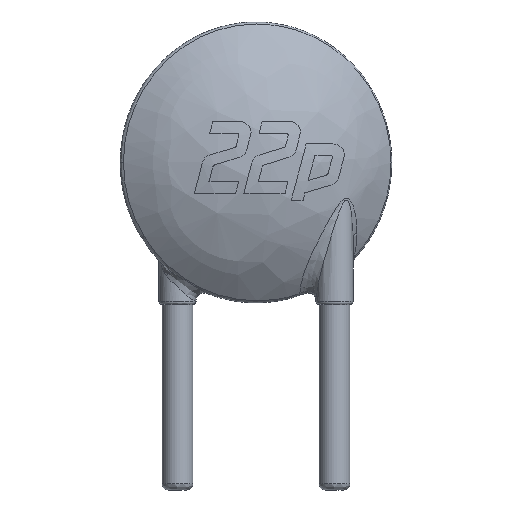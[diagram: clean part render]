
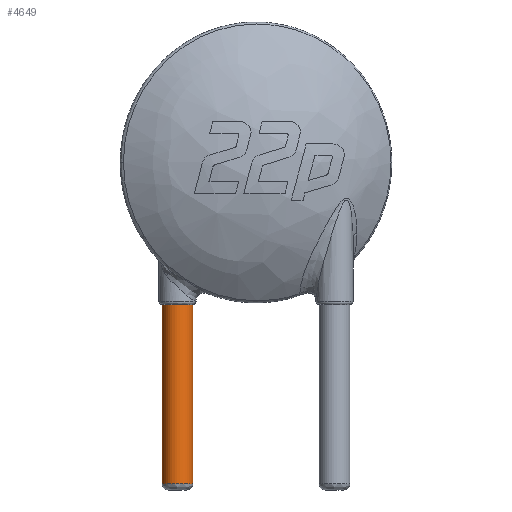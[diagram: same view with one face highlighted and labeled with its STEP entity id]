
A CAD part, front view. The second image highlights one B-rep face of the part: STEP entity #4649.
In plain terms, the highlighted cylindrical face has radius 0.25 mm (diameter 0.5 mm), a partial arc.
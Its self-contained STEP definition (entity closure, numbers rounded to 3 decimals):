
#249 = CARTESIAN_POINT ( 'NONE',  ( -1.52, 0., -2.9 ) ) ;
#798 = CIRCLE ( 'NONE', #5125, 0.25 ) ;
#848 = CARTESIAN_POINT ( 'NONE',  ( -1.27, 0., -3. ) ) ;
#1057 = DIRECTION ( 'NONE',  ( 0., 0., -1. ) ) ;
#1139 = CARTESIAN_POINT ( 'NONE',  ( -1.52, 0., 0. ) ) ;
#1285 = VECTOR ( 'NONE', #5144, 1000. ) ;
#1319 = EDGE_CURVE ( 'NONE', #4872, #5270, #4778, .T. ) ;
#1466 = CARTESIAN_POINT ( 'NONE',  ( -1.52, 0., -3. ) ) ;
#1478 = DIRECTION ( 'NONE',  ( 1., 0., 0. ) ) ;
#1597 = AXIS2_PLACEMENT_3D ( 'NONE', #6320, #1057, #1478 ) ;
#1875 = CARTESIAN_POINT ( 'NONE',  ( -1.02, 0., -3. ) ) ;
#2046 = VERTEX_POINT ( 'NONE', #3915 ) ;
#2470 = VERTEX_POINT ( 'NONE', #249 ) ;
#2895 = ORIENTED_EDGE ( 'NONE', *, *, #1319, .T. ) ;
#2967 = DIRECTION ( 'NONE',  ( 1., 0., 0. ) ) ;
#2976 = FACE_OUTER_BOUND ( 'NONE', #5846, .T. ) ;
#3374 = EDGE_CURVE ( 'NONE', #2470, #2046, #798, .T. ) ;
#3665 = CYLINDRICAL_SURFACE ( 'NONE', #5518, 0.25 ) ;
#3915 = CARTESIAN_POINT ( 'NONE',  ( -1.02, 0., -2.9 ) ) ;
#3936 = EDGE_CURVE ( 'NONE', #2046, #4872, #4408, .T. ) ;
#4024 = DIRECTION ( 'NONE',  ( 1., 0., 0. ) ) ;
#4234 = VECTOR ( 'NONE', #6041, 1000. ) ;
#4311 = LINE ( 'NONE', #1466, #1285 ) ;
#4408 = LINE ( 'NONE', #1875, #4234 ) ;
#4518 = DIRECTION ( 'NONE',  ( 0., 0., 1. ) ) ;
#4649 = ADVANCED_FACE ( 'NONE', ( #2976 ), #3665, .T. ) ;
#4725 = EDGE_CURVE ( 'NONE', #2470, #5270, #4311, .T. ) ;
#4778 = CIRCLE ( 'NONE', #1597, 0.25 ) ;
#4872 = VERTEX_POINT ( 'NONE', #6379 ) ;
#5016 = ORIENTED_EDGE ( 'NONE', *, *, #4725, .F. ) ;
#5104 = CARTESIAN_POINT ( 'NONE',  ( -1.27, 0., -2.9 ) ) ;
#5125 = AXIS2_PLACEMENT_3D ( 'NONE', #5104, #6650, #4024 ) ;
#5144 = DIRECTION ( 'NONE',  ( 0., 0., 1. ) ) ;
#5270 = VERTEX_POINT ( 'NONE', #1139 ) ;
#5518 = AXIS2_PLACEMENT_3D ( 'NONE', #848, #4518, #2967 ) ;
#5757 = ORIENTED_EDGE ( 'NONE', *, *, #3374, .T. ) ;
#5846 = EDGE_LOOP ( 'NONE', ( #5016, #5757, #6817, #2895 ) ) ;
#6041 = DIRECTION ( 'NONE',  ( 0., 0., 1. ) ) ;
#6320 = CARTESIAN_POINT ( 'NONE',  ( -1.27, 0., 0. ) ) ;
#6379 = CARTESIAN_POINT ( 'NONE',  ( -1.02, 0., 0. ) ) ;
#6650 = DIRECTION ( 'NONE',  ( 0., 0., 1. ) ) ;
#6817 = ORIENTED_EDGE ( 'NONE', *, *, #3936, .T. ) ;
